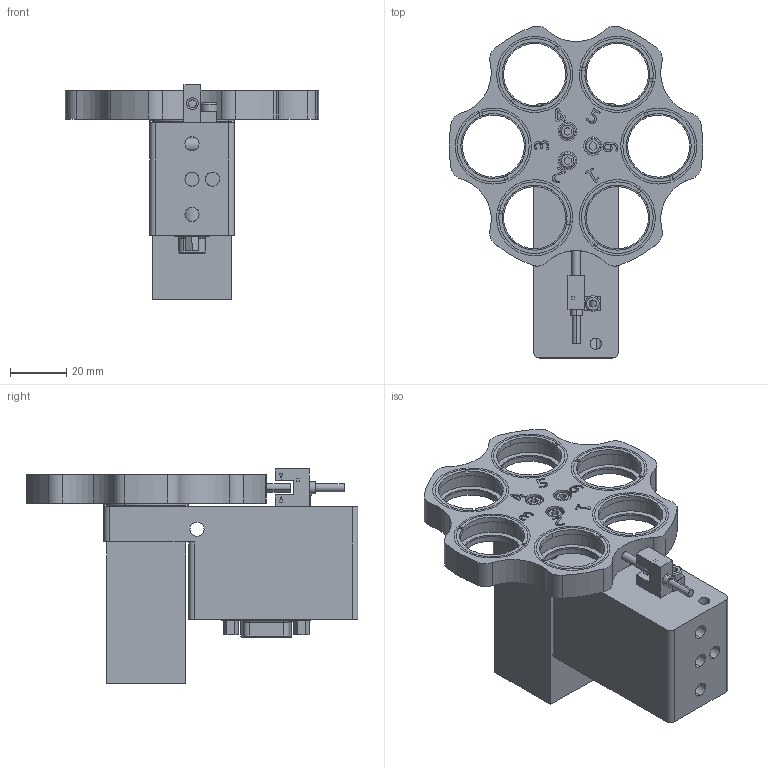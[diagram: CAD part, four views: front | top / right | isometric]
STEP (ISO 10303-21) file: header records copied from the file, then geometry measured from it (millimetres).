
FILE_DESCRIPTION (( 'STEP AP203' ), '1' );
FILE_NAME ('08MFW-6M.STEP', '2023-06-29T00:37:33', ( '' ), ( '' ), 'SwSTEP 2.0', 'SolidWorks 2022', '' );
FILE_SCHEMA (( 'CONFIG_CONTROL_DESIGN' ));
Length unit declared in the file: inch
Products named in the file (1): 08MFW-6M
Bounding box: 89.85 x 117.54 x 75.9 mm (x, y, z)
Surface area: 40896.1 mm2 (no closed solid volume)
Topology: 0 solids, 26 shells, 429 faces, 1347 edges, 936 vertices
Faces by surface type: plane 198, cylinder 170, bspline 43, torus 18
Entity records: 18210 total; most frequent: CARTESIAN_POINT 6279, DIRECTION 2446, ORIENTED_EDGE 2246, EDGE_CURVE 1347, VERTEX_POINT 936, AXIS2_PLACEMENT_3D 867, VECTOR 712, LINE 712
